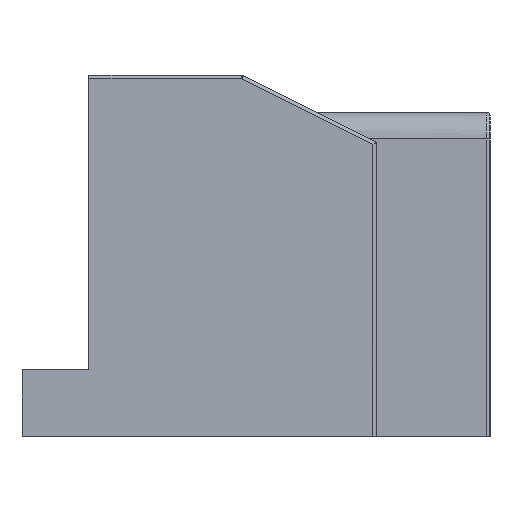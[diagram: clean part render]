
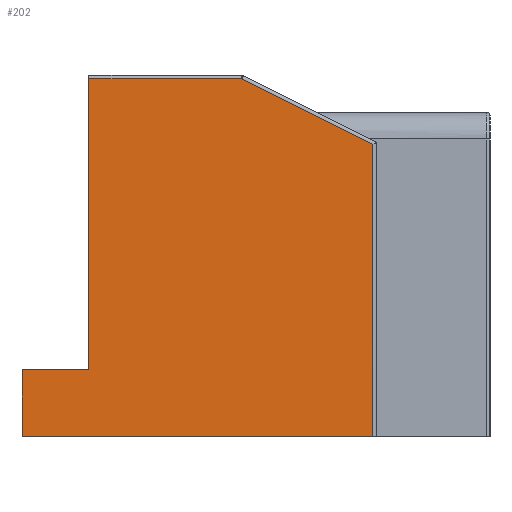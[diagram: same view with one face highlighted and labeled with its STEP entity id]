
A CAD part, left-side view. The second image highlights one B-rep face of the part: STEP entity #202.
In plain terms, the highlighted planar face has unit normal (-1, 0, 0).
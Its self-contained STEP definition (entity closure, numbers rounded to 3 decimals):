
#113=CARTESIAN_POINT('',(-116.,25.,10.0));
#114=VERTEX_POINT('',#113);
#115=CARTESIAN_POINT('',(-116.,35.,10.0));
#116=VERTEX_POINT('',#115);
#117=CARTESIAN_POINT('',(-116.,25.,10.0));
#118=DIRECTION('',(0.0,1.0,0.0));
#119=VECTOR('',#118,10.);
#120=LINE('',#117,#119);
#121=EDGE_CURVE('',#114,#116,#120,.T.);
#148=CARTESIAN_POINT('',(-116.,-35.,0.0));
#149=DIRECTION('',(-1.0,0.0,0.0));
#150=DIRECTION('',(0.0,0.0,1.0));
#151=AXIS2_PLACEMENT_3D('',#148,#149,#150);
#152=PLANE('',#151);
#153=CARTESIAN_POINT('',(-116.,25.,53.5));
#154=VERTEX_POINT('',#153);
#155=CARTESIAN_POINT('',(-116.,25.,53.5));
#156=DIRECTION('',(0.0,0.0,-1.0));
#157=VECTOR('',#156,43.5);
#158=LINE('',#155,#157);
#159=EDGE_CURVE('',#154,#114,#158,.T.);
#160=ORIENTED_EDGE('',*,*,#159,.T.);
#161=ORIENTED_EDGE('',*,*,#121,.T.);
#162=CARTESIAN_POINT('',(-116.,35.,0.0));
#163=VERTEX_POINT('',#162);
#164=CARTESIAN_POINT('',(-116.,35.,0.0));
#165=DIRECTION('',(0.0,0.0,1.0));
#166=VECTOR('',#165,10.0);
#167=LINE('',#164,#166);
#168=EDGE_CURVE('',#163,#116,#167,.T.);
#169=ORIENTED_EDGE('',*,*,#168,.F.);
#170=CARTESIAN_POINT('',(-116.,-17.5,0.0));
#171=VERTEX_POINT('',#170);
#172=CARTESIAN_POINT('',(-116.,-17.5,0.0));
#173=DIRECTION('',(0.0,1.0,0.0));
#174=VECTOR('',#173,52.5);
#175=LINE('',#172,#174);
#176=EDGE_CURVE('',#171,#163,#175,.T.);
#177=ORIENTED_EDGE('',*,*,#176,.F.);
#178=CARTESIAN_POINT('',(-116.,-17.5,43.691));
#179=VERTEX_POINT('',#178);
#180=CARTESIAN_POINT('',(-116.,-17.5,43.691));
#181=DIRECTION('',(0.0,0.0,-1.0));
#182=VECTOR('',#181,43.691);
#183=LINE('',#180,#182);
#184=EDGE_CURVE('',#179,#171,#183,.T.);
#185=ORIENTED_EDGE('',*,*,#184,.F.);
#186=CARTESIAN_POINT('',(-116.,2.118,53.5));
#187=VERTEX_POINT('',#186);
#188=CARTESIAN_POINT('',(-116.,2.118,53.5));
#189=DIRECTION('',(0.0,-0.894,-0.447));
#190=VECTOR('',#189,21.934);
#191=LINE('',#188,#190);
#192=EDGE_CURVE('',#187,#179,#191,.T.);
#193=ORIENTED_EDGE('',*,*,#192,.F.);
#194=CARTESIAN_POINT('',(-116.,25.,53.5));
#195=DIRECTION('',(0.0,-1.0,0.0));
#196=VECTOR('',#195,22.882);
#197=LINE('',#194,#196);
#198=EDGE_CURVE('',#154,#187,#197,.T.);
#199=ORIENTED_EDGE('',*,*,#198,.F.);
#200=EDGE_LOOP('',(#160,#161,#169,#177,#185,#193,#199));
#201=FACE_OUTER_BOUND('',#200,.T.);
#202=ADVANCED_FACE('',(#201),#152,.T.);
